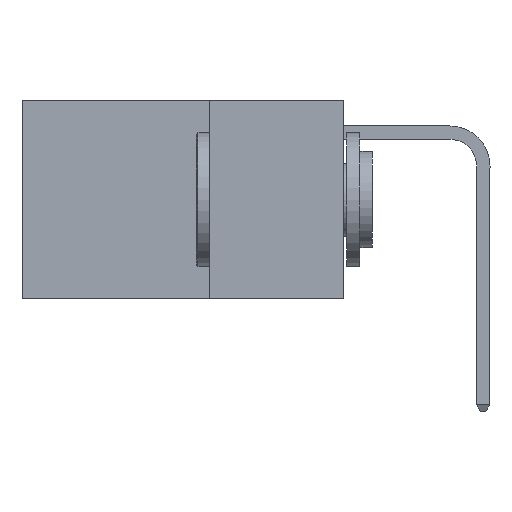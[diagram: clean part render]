
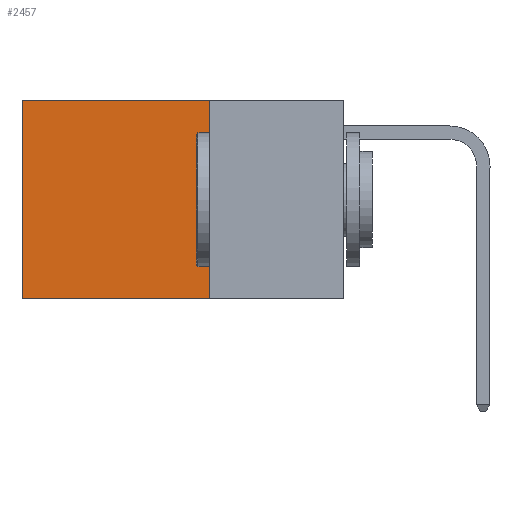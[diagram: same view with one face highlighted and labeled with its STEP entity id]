
A CAD part, left-side view. The second image highlights one B-rep face of the part: STEP entity #2457.
In plain terms, the highlighted planar face has unit normal (-1, 0, 0).
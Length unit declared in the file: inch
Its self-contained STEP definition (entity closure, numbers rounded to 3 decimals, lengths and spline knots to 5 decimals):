
#838 = LINE ( 'NONE', #13818, #902 ) ;
#860 = FACE_OUTER_BOUND ( 'NONE', #12416, .T. ) ;
#902 = VECTOR ( 'NONE', #13834, 39.37008 ) ;
#1015 = ORIENTED_EDGE ( 'NONE', *, *, #2027, .T. ) ;
#1910 = VECTOR ( 'NONE', #10488, 39.37008 ) ;
#2027 = EDGE_CURVE ( 'NONE', #5255, #10064, #838, .T. ) ;
#2457 = ADVANCED_FACE ( 'NONE', ( #860 ), #6728, .F. ) ;
#2584 = ORIENTED_EDGE ( 'NONE', *, *, #4679, .T. ) ;
#2671 = DIRECTION ( 'NONE',  ( 0., 0., -1. ) ) ;
#2936 = CARTESIAN_POINT ( 'NONE',  ( 0.2625, 0.25, 0. ) ) ;
#3083 = CARTESIAN_POINT ( 'NONE',  ( 0.2625, 0.25, -0.37 ) ) ;
#4679 = EDGE_CURVE ( 'NONE', #10064, #13798, #14121, .T. ) ;
#4796 = CARTESIAN_POINT ( 'NONE',  ( 0.2625, 0.25, -0.37 ) ) ;
#4933 = VECTOR ( 'NONE', #2671, 39.37008 ) ;
#5032 = LINE ( 'NONE', #2936, #4933 ) ;
#5255 = VERTEX_POINT ( 'NONE', #8370 ) ;
#5777 = VERTEX_POINT ( 'NONE', #3083 ) ;
#6262 = LINE ( 'NONE', #4796, #1910 ) ;
#6371 = DIRECTION ( 'NONE',  ( 0., 0., -1. ) ) ;
#6372 = DIRECTION ( 'NONE',  ( 1., 0., 0. ) ) ;
#6404 = CARTESIAN_POINT ( 'NONE',  ( 0.2625, 0.25, 0. ) ) ;
#6728 = PLANE ( 'NONE',  #13657 ) ;
#7391 = CARTESIAN_POINT ( 'NONE',  ( 0.2625, 0.6, -0.37 ) ) ;
#8230 = EDGE_CURVE ( 'NONE', #5255, #5777, #5032, .T. ) ;
#8370 = CARTESIAN_POINT ( 'NONE',  ( 0.2625, 0.25, 0. ) ) ;
#8942 = ORIENTED_EDGE ( 'NONE', *, *, #13725, .F. ) ;
#10064 = VERTEX_POINT ( 'NONE', #11755 ) ;
#10488 = DIRECTION ( 'NONE',  ( 0., 1., 0. ) ) ;
#11755 = CARTESIAN_POINT ( 'NONE',  ( 0.2625, 0.6, 0. ) ) ;
#12416 = EDGE_LOOP ( 'NONE', ( #2584, #8942, #13015, #1015 ) ) ;
#13015 = ORIENTED_EDGE ( 'NONE', *, *, #8230, .F. ) ;
#13561 = CARTESIAN_POINT ( 'NONE',  ( 0.2625, 0.6, 0. ) ) ;
#13639 = DIRECTION ( 'NONE',  ( 0., 0., -1. ) ) ;
#13657 = AXIS2_PLACEMENT_3D ( 'NONE', #6404, #6372, #6371 ) ;
#13725 = EDGE_CURVE ( 'NONE', #5777, #13798, #6262, .T. ) ;
#13798 = VERTEX_POINT ( 'NONE', #7391 ) ;
#13818 = CARTESIAN_POINT ( 'NONE',  ( 0.2625, 0.25, 0. ) ) ;
#13834 = DIRECTION ( 'NONE',  ( 0., 1., 0. ) ) ;
#14121 = LINE ( 'NONE', #13561, #14171 ) ;
#14171 = VECTOR ( 'NONE', #13639, 39.37008 ) ;
